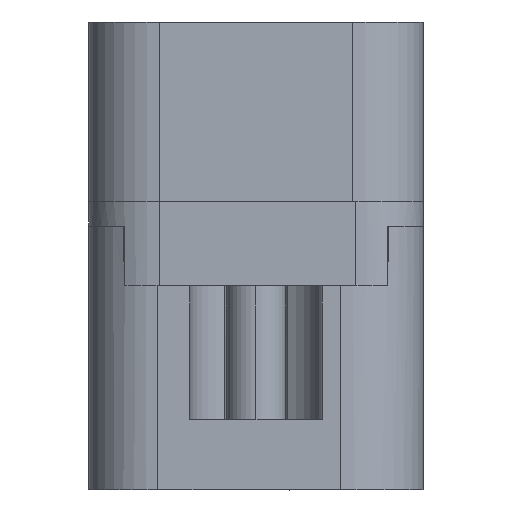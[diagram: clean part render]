
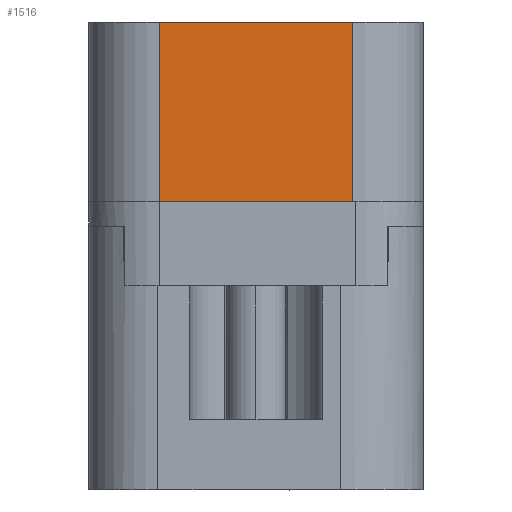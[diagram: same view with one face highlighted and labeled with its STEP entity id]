
A CAD part, left-side view. The second image highlights one B-rep face of the part: STEP entity #1516.
In plain terms, the highlighted planar face has unit normal (-1, 0, 0).
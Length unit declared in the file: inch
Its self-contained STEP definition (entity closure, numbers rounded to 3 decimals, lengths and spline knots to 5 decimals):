
#1442 = VERTEX_POINT ( 'NONE', #8506 ) ;
#1444 = EDGE_CURVE ( 'NONE', #1445, #1442, #8569, .T. ) ;
#1445 = VERTEX_POINT ( 'NONE', #8565 ) ;
#1516 = ADVANCED_FACE ( 'NONE', ( #1810 ), #1809, .T. ) ;
#1517 = EDGE_LOOP ( 'NONE', ( #1518, #1519, #1571, #1573 ) ) ;
#1518 = ORIENTED_EDGE ( 'NONE', *, *, #1444, .T. ) ;
#1519 = ORIENTED_EDGE ( 'NONE', *, *, #4470, .F. ) ;
#1570 = VERTEX_POINT ( 'NONE', #1905 ) ;
#1571 = ORIENTED_EDGE ( 'NONE', *, *, #1572, .F. ) ;
#1572 = EDGE_CURVE ( 'NONE', #1587, #1570, #1904, .T. ) ;
#1573 = ORIENTED_EDGE ( 'NONE', *, *, #1586, .T. ) ;
#1586 = EDGE_CURVE ( 'NONE', #1587, #1445, #1884, .T. ) ;
#1587 = VERTEX_POINT ( 'NONE', #1945 ) ;
#1805 = DIRECTION ( 'NONE',  ( 0., -1., 0. ) ) ;
#1806 = DIRECTION ( 'NONE',  ( -1., 0., 0. ) ) ;
#1807 = CARTESIAN_POINT ( 'NONE',  ( -1.0375, 0.1375, 0. ) ) ;
#1808 = AXIS2_PLACEMENT_3D ( 'NONE', #1807, #1806, #1805 ) ;
#1809 = PLANE ( 'NONE',  #1808 ) ;
#1810 = FACE_OUTER_BOUND ( 'NONE', #1517, .T. ) ;
#1883 = CARTESIAN_POINT ( 'NONE',  ( -1.0375, 0.1375, 0. ) ) ;
#1884 = LINE ( 'NONE', #1883, #1947 ) ;
#1901 = DIRECTION ( 'NONE',  ( 0., -1., 0. ) ) ;
#1902 = VECTOR ( 'NONE', #1901, 39.37008 ) ;
#1903 = CARTESIAN_POINT ( 'NONE',  ( -1.0375, -0.2375, 0.255 ) ) ;
#1904 = LINE ( 'NONE', #1903, #1902 ) ;
#1905 = CARTESIAN_POINT ( 'NONE',  ( -1.0375, -0.1375, 0.255 ) ) ;
#1945 = CARTESIAN_POINT ( 'NONE',  ( -1.0375, 0.1375, 0.255 ) ) ;
#1946 = DIRECTION ( 'NONE',  ( 0., 0., -1. ) ) ;
#1947 = VECTOR ( 'NONE', #1946, 39.37008 ) ;
#2334 = DIRECTION ( 'NONE',  ( 0., 0., -1. ) ) ;
#2335 = VECTOR ( 'NONE', #2334, 39.37008 ) ;
#2336 = CARTESIAN_POINT ( 'NONE',  ( -1.0375, -0.1375, 0.1275 ) ) ;
#2337 = LINE ( 'NONE', #2336, #2335 ) ;
#4470 = EDGE_CURVE ( 'NONE', #1570, #1442, #2337, .T. ) ;
#8506 = CARTESIAN_POINT ( 'NONE',  ( -1.0375, -0.1375, 0. ) ) ;
#8565 = CARTESIAN_POINT ( 'NONE',  ( -1.0375, 0.1375, 0. ) ) ;
#8566 = DIRECTION ( 'NONE',  ( 0., -1., 0. ) ) ;
#8567 = VECTOR ( 'NONE', #8566, 39.37008 ) ;
#8568 = CARTESIAN_POINT ( 'NONE',  ( -1.0375, 0., 0. ) ) ;
#8569 = LINE ( 'NONE', #8568, #8567 ) ;
